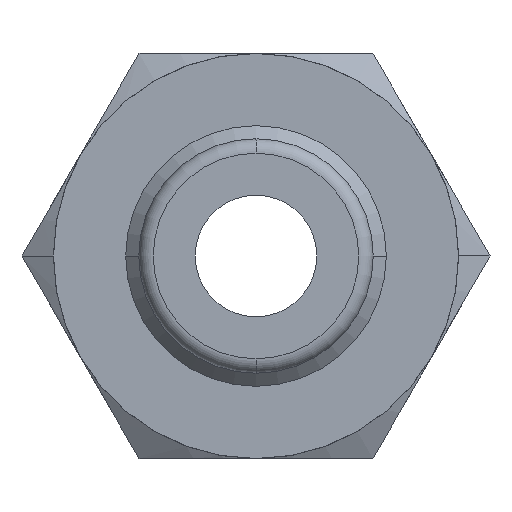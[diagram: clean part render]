
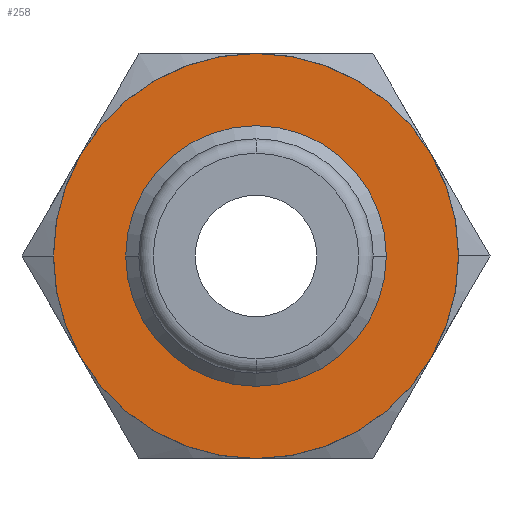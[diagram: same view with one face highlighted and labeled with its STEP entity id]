
A CAD part, front view. The second image highlights one B-rep face of the part: STEP entity #258.
In plain terms, the highlighted planar face has unit normal (0, -1, 0).
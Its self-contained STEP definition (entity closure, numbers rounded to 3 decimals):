
#258=ADVANCED_FACE('',(#530,#531),#532,.T.);
#530=FACE_OUTER_BOUND('',#811,.T.);
#531=FACE_BOUND('',#812,.T.);
#532=PLANE('',#813);
#811=EDGE_LOOP('',(#1464,#1465));
#812=EDGE_LOOP('',(#1466,#1467));
#813=AXIS2_PLACEMENT_3D('',#1468,#1469,#1470);
#1464=ORIENTED_EDGE('',*,*,#1833,.T.);
#1465=ORIENTED_EDGE('',*,*,#1634,.T.);
#1466=ORIENTED_EDGE('',*,*,#1590,.F.);
#1467=ORIENTED_EDGE('',*,*,#1834,.F.);
#1468=CARTESIAN_POINT('',(0.0,14.0,0.0));
#1469=DIRECTION('',(0.0,-1.0,0.0));
#1470=DIRECTION('',(-1.0,0.0,0.0));
#1590=EDGE_CURVE('',#1867,#1863,#1869,.T.);
#1634=EDGE_CURVE('',#1940,#1937,#1941,.T.);
#1833=EDGE_CURVE('',#1937,#1940,#2217,.T.);
#1834=EDGE_CURVE('',#1863,#1867,#2218,.T.);
#1863=VERTEX_POINT('',#2247);
#1867=VERTEX_POINT('',#2252);
#1869=CIRCLE('',#2255,4.5);
#1937=VERTEX_POINT('',#2339);
#1940=VERTEX_POINT('',#2343);
#1941=CIRCLE('',#2344,6.995);
#2217=CIRCLE('',#3181,6.995);
#2218=CIRCLE('',#3182,4.5);
#2247=CARTESIAN_POINT('',(4.5,14.0,0.));
#2252=CARTESIAN_POINT('',(-4.5,14.0,0.));
#2255=AXIS2_PLACEMENT_3D('',#3214,#3215,#3216);
#2339=CARTESIAN_POINT('',(6.995,14.0,0.0));
#2343=CARTESIAN_POINT('',(-6.995,14.0,0.));
#2344=AXIS2_PLACEMENT_3D('',#3282,#3283,#3284);
#3181=AXIS2_PLACEMENT_3D('',#3480,#3481,#3482);
#3182=AXIS2_PLACEMENT_3D('',#3483,#3484,#3485);
#3214=CARTESIAN_POINT('',(0.0,14.0,0.0));
#3215=DIRECTION('',(0.0,-1.0,0.0));
#3216=DIRECTION('',(1.0,0.0,0.0));
#3282=CARTESIAN_POINT('',(0.0,14.0,0.0));
#3283=DIRECTION('',(0.0,-1.0,0.0));
#3284=DIRECTION('',(1.0,0.0,0.0));
#3480=CARTESIAN_POINT('',(0.0,14.0,0.0));
#3481=DIRECTION('',(0.0,-1.0,0.0));
#3482=DIRECTION('',(1.0,0.0,0.0));
#3483=CARTESIAN_POINT('',(0.0,14.0,0.0));
#3484=DIRECTION('',(0.0,-1.0,0.0));
#3485=DIRECTION('',(1.0,0.0,0.0));
